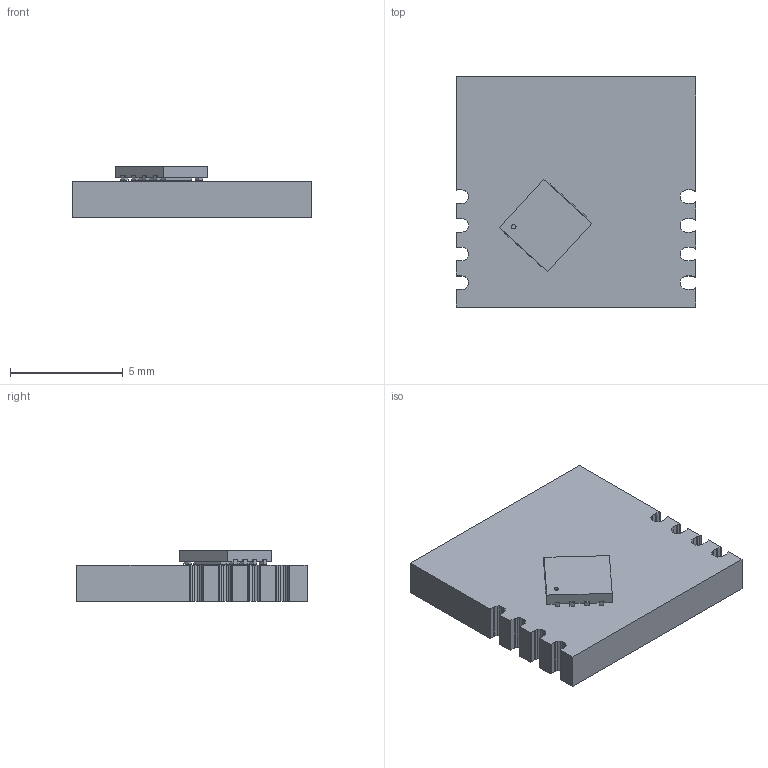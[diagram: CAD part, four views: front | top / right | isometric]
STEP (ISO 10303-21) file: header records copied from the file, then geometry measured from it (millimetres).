
FILE_DESCRIPTION(('KiCad electronic assembly'),'2;1');
FILE_NAME('si.step','2024-07-21T00:53:46',('Pcbnew'),('Kicad'), 'Open CASCADE STEP processor 7.6','KiCad to STEP converter','Unknown' );
FILE_SCHEMA(('AUTOMOTIVE_DESIGN { 1 0 10303 214 1 1 1 1 }'));
Length unit declared in the file: millimetre
Products named in the file (4): si 1; DFN-8-1EP_3x3mm_P0.65mm_EP1.7x2.05mm; SOLID; PCB
Assembly tree (3 placements, depth 3):
  si 1
    DFN-8-1EP_3x3mm_P0.65mm_EP1.7x2.05mm
      SOLID
    PCB
Bounding box: 10.62 x 10.2 x 2.25 mm (x, y, z)
Volume: 173.4 mm3; surface area: 316 mm2
Topology: 2 solids, 2 shells, 192 faces, 558 edges, 372 vertices
Faces by surface type: plane 191, cylinder 1
Full cylindrical faces by diameter (mm): 0.2 x1
Entity records: 13964 total; most frequent: CARTESIAN_POINT 2264, DIRECTION 2051, LINE 1654, VECTOR 1654, ORIENTED_EDGE 1116, PCURVE 1116, DEFINITIONAL_REPRESENTATION 1116, EDGE_CURVE 558
